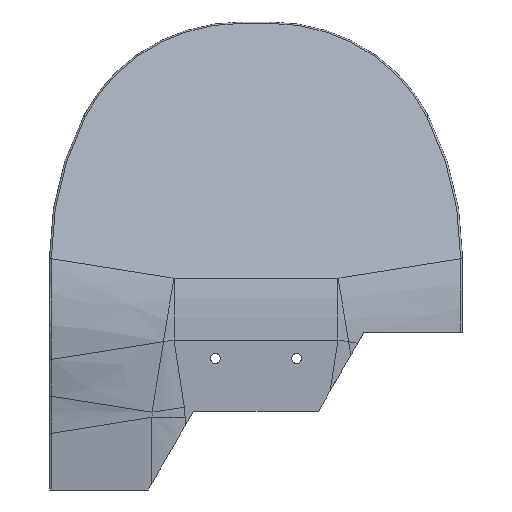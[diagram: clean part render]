
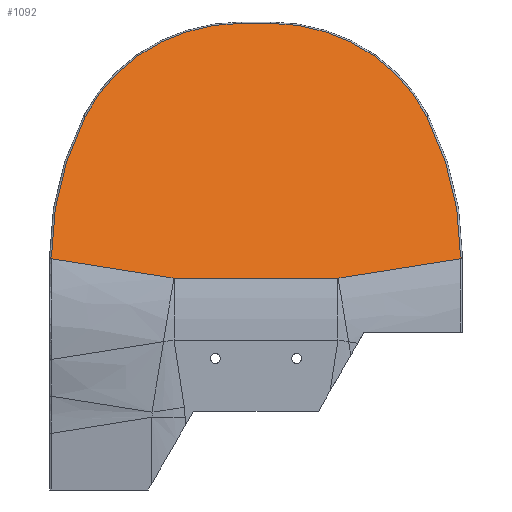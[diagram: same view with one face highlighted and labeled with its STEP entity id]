
A CAD part, front view. The second image highlights one B-rep face of the part: STEP entity #1092.
In plain terms, the highlighted planar face has unit normal (0, -0.951, 0.309).
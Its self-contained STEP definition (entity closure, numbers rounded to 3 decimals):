
#94=CIRCLE('',#1163,172.216);
#97=CIRCLE('',#1167,87.9);
#101=CIRCLE('',#1173,87.9);
#104=CIRCLE('',#1177,172.216);
#196=FACE_OUTER_BOUND('',#270,.T.);
#270=EDGE_LOOP('',(#965,#966,#967,#968,#969,#970,#971,#972,#973,#974));
#315=LINE('',#2080,#365);
#317=LINE('',#2098,#367);
#318=LINE('',#2111,#368);
#328=LINE('',#2408,#378);
#365=VECTOR('',#1336,10.);
#367=VECTOR('',#1358,10.);
#368=VECTOR('',#1377,10.);
#378=VECTOR('',#1471,10.);
#399=B_SPLINE_CURVE_WITH_KNOTS('',3,(#1772,#1773,#1774,#1775),
 .UNSPECIFIED.,.F.,.F.,(4,4),(-0.717,5.586),
 .UNSPECIFIED.);
#431=B_SPLINE_CURVE_WITH_KNOTS('',3,(#2402,#2403,#2404,#2405),
 .UNSPECIFIED.,.F.,.F.,(4,4),(0.263,6.566),
 .UNSPECIFIED.);
#466=VERTEX_POINT('',#1766);
#467=VERTEX_POINT('',#1771);
#497=VERTEX_POINT('',#2070);
#498=VERTEX_POINT('',#2078);
#499=VERTEX_POINT('',#2082);
#501=VERTEX_POINT('',#2088);
#503=VERTEX_POINT('',#2094);
#505=VERTEX_POINT('',#2100);
#507=VERTEX_POINT('',#2106);
#524=VERTEX_POINT('',#2329);
#570=EDGE_CURVE('',#466,#467,#399,.T.);
#617=EDGE_CURVE('',#497,#498,#315,.T.);
#620=EDGE_CURVE('',#498,#499,#94,.T.);
#623=EDGE_CURVE('',#499,#501,#97,.T.);
#626=EDGE_CURVE('',#501,#503,#317,.T.);
#629=EDGE_CURVE('',#503,#505,#101,.T.);
#632=EDGE_CURVE('',#505,#507,#104,.T.);
#633=EDGE_CURVE('',#507,#466,#318,.T.);
#678=EDGE_CURVE('',#524,#497,#431,.T.);
#680=EDGE_CURVE('',#467,#524,#328,.T.);
#965=ORIENTED_EDGE('',*,*,#617,.F.);
#966=ORIENTED_EDGE('',*,*,#678,.F.);
#967=ORIENTED_EDGE('',*,*,#680,.F.);
#968=ORIENTED_EDGE('',*,*,#570,.F.);
#969=ORIENTED_EDGE('',*,*,#633,.F.);
#970=ORIENTED_EDGE('',*,*,#632,.F.);
#971=ORIENTED_EDGE('',*,*,#629,.F.);
#972=ORIENTED_EDGE('',*,*,#626,.F.);
#973=ORIENTED_EDGE('',*,*,#623,.F.);
#974=ORIENTED_EDGE('',*,*,#620,.F.);
#1034=PLANE('',#1222);
#1092=ADVANCED_FACE('',(#196),#1034,.T.);
#1163=AXIS2_PLACEMENT_3D('',#2086,#1343,#1344);
#1167=AXIS2_PLACEMENT_3D('',#2092,#1351,#1352);
#1173=AXIS2_PLACEMENT_3D('',#2104,#1365,#1366);
#1177=AXIS2_PLACEMENT_3D('',#2109,#1373,#1374);
#1222=AXIS2_PLACEMENT_3D('',#2410,#1474,#1475);
#1336=DIRECTION('',(0.,0.309,0.951));
#1343=DIRECTION('center_axis',(0.,0.951,-0.309));
#1344=DIRECTION('ref_axis',(-0.975,0.069,0.213));
#1351=DIRECTION('center_axis',(0.,0.951,-0.309));
#1352=DIRECTION('ref_axis',(-0.531,0.262,0.806));
#1358=DIRECTION('',(1.,0.,0.));
#1365=DIRECTION('center_axis',(0.,0.951,-0.309));
#1366=DIRECTION('ref_axis',(0.531,0.262,0.806));
#1373=DIRECTION('center_axis',(0.,0.951,-0.309));
#1374=DIRECTION('ref_axis',(0.975,0.069,0.213));
#1377=DIRECTION('',(0.,-0.309,-0.951));
#1471=DIRECTION('',(-1.,0.,0.));
#1474=DIRECTION('center_axis',(0.,-0.951,0.309));
#1475=DIRECTION('ref_axis',(0.,-0.309,-0.951));
#1766=CARTESIAN_POINT('',(208.55,6.176,282.339));
#1771=CARTESIAN_POINT('',(146.374,2.973,272.479));
#1772=CARTESIAN_POINT('Ctrl Pts',(208.55,6.176,282.339));
#1773=CARTESIAN_POINT('Ctrl Pts',(187.821,5.115,279.072));
#1774=CARTESIAN_POINT('Ctrl Pts',(167.102,4.036,275.751));
#1775=CARTESIAN_POINT('Ctrl Pts',(146.374,2.973,272.479));
#2070=CARTESIAN_POINT('',(1.,6.176,282.339));
#2078=CARTESIAN_POINT('',(1.,6.465,283.228));
#2080=CARTESIAN_POINT('',(1.,33.512,366.469));
#2082=CARTESIAN_POINT('',(18.209,29.654,354.597));
#2086=CARTESIAN_POINT('Origin',(173.216,6.465,283.228));
#2088=CARTESIAN_POINT('',(97.325,44.981,401.767));
#2092=CARTESIAN_POINT('Origin',(97.325,17.818,318.17));
#2094=CARTESIAN_POINT('',(112.225,44.981,401.767));
#2098=CARTESIAN_POINT('',(0.,44.981,401.767));
#2100=CARTESIAN_POINT('',(191.341,29.654,354.597));
#2104=CARTESIAN_POINT('Origin',(112.225,17.818,318.17));
#2106=CARTESIAN_POINT('',(208.55,6.465,283.228));
#2109=CARTESIAN_POINT('Origin',(36.334,6.465,283.228));
#2111=CARTESIAN_POINT('',(208.55,33.512,366.469));
#2329=CARTESIAN_POINT('',(63.176,2.973,272.479));
#2402=CARTESIAN_POINT('Ctrl Pts',(63.176,2.973,272.479));
#2403=CARTESIAN_POINT('Ctrl Pts',(42.448,4.036,275.751));
#2404=CARTESIAN_POINT('Ctrl Pts',(21.729,5.115,279.072));
#2405=CARTESIAN_POINT('Ctrl Pts',(1.,6.176,282.339));
#2408=CARTESIAN_POINT('',(0.,2.973,272.479));
#2410=CARTESIAN_POINT('Origin',(0.,45.29,402.719));
